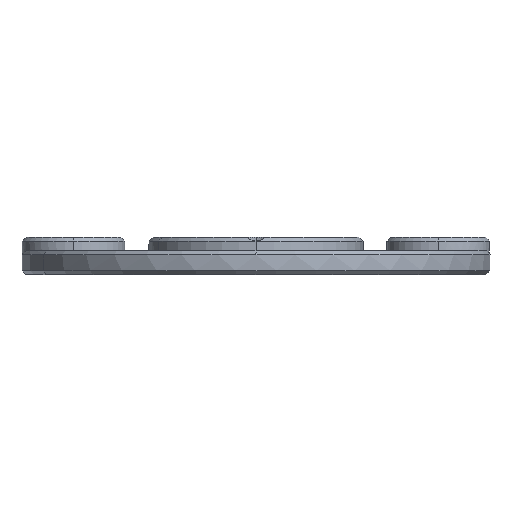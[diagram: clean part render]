
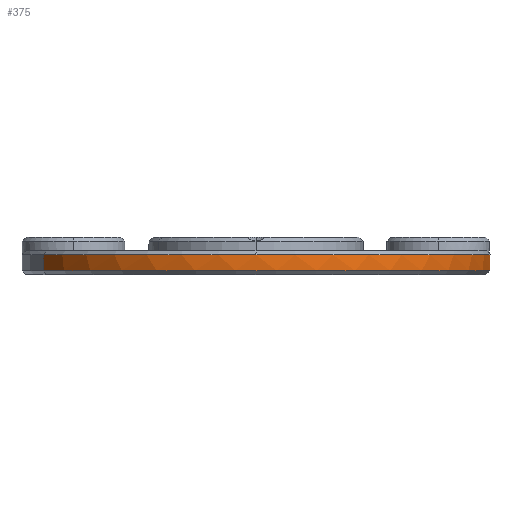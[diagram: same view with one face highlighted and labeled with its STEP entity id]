
A CAD part, left-side view. The second image highlights one B-rep face of the part: STEP entity #375.
In plain terms, the highlighted cylindrical face has radius 59 mm (diameter 118 mm), a partial arc.
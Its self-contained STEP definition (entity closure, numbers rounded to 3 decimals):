
#16 = CARTESIAN_POINT ( 'NONE',  ( -24.934, 53.472, -5. ) ) ;
#43 = ORIENTED_EDGE ( 'NONE', *, *, #748, .T. ) ;
#52 = VECTOR ( 'NONE', #1009, 1000. ) ;
#142 = AXIS2_PLACEMENT_3D ( 'NONE', #1887, #2127, #2758 ) ;
#181 = ORIENTED_EDGE ( 'NONE', *, *, #299, .T. ) ;
#216 = CARTESIAN_POINT ( 'NONE',  ( 0., 0., -1. ) ) ;
#227 = EDGE_CURVE ( 'NONE', #2737, #2479, #2271, .T. ) ;
#256 = DIRECTION ( 'NONE',  ( 0., 0., -1. ) ) ;
#299 = EDGE_CURVE ( 'NONE', #429, #2416, #2400, .T. ) ;
#307 = DIRECTION ( 'NONE',  ( 0., 0., -1. ) ) ;
#337 = AXIS2_PLACEMENT_3D ( 'NONE', #216, #670, #1295 ) ;
#375 = ADVANCED_FACE ( 'NONE', ( #1867 ), #926, .T. ) ;
#429 = VERTEX_POINT ( 'NONE', #2301 ) ;
#533 = CARTESIAN_POINT ( 'NONE',  ( 0., 0., -6. ) ) ;
#556 = CARTESIAN_POINT ( 'NONE',  ( 24.934, -53.472, -6. ) ) ;
#568 = EDGE_LOOP ( 'NONE', ( #870, #43, #181, #1374, #954 ) ) ;
#670 = DIRECTION ( 'NONE',  ( 0., 0., -1. ) ) ;
#748 = EDGE_CURVE ( 'NONE', #2479, #429, #1625, .T. ) ;
#802 = VECTOR ( 'NONE', #307, 1000. ) ;
#818 = EDGE_CURVE ( 'NONE', #2416, #1535, #1717, .T. ) ;
#870 = ORIENTED_EDGE ( 'NONE', *, *, #227, .T. ) ;
#922 = DIRECTION ( 'NONE',  ( 1., 0., 0. ) ) ;
#926 = CYLINDRICAL_SURFACE ( 'NONE', #1069, 59. ) ;
#952 = LINE ( 'NONE', #556, #52 ) ;
#954 = ORIENTED_EDGE ( 'NONE', *, *, #1695, .T. ) ;
#1009 = DIRECTION ( 'NONE',  ( 0., 0., 1. ) ) ;
#1069 = AXIS2_PLACEMENT_3D ( 'NONE', #533, #1820, #1366 ) ;
#1071 = AXIS2_PLACEMENT_3D ( 'NONE', #2237, #256, #922 ) ;
#1109 = CARTESIAN_POINT ( 'NONE',  ( 24.934, -53.472, -5. ) ) ;
#1114 = CARTESIAN_POINT ( 'NONE',  ( 24.934, -53.472, -1. ) ) ;
#1295 = DIRECTION ( 'NONE',  ( 1., 0., 0. ) ) ;
#1366 = DIRECTION ( 'NONE',  ( 1., 0., 0. ) ) ;
#1374 = ORIENTED_EDGE ( 'NONE', *, *, #818, .T. ) ;
#1422 = CARTESIAN_POINT ( 'NONE',  ( -59., 0., -1. ) ) ;
#1535 = VERTEX_POINT ( 'NONE', #1109 ) ;
#1625 = CIRCLE ( 'NONE', #1071, 59. ) ;
#1695 = EDGE_CURVE ( 'NONE', #1535, #2737, #952, .T. ) ;
#1717 = CIRCLE ( 'NONE', #142, 59. ) ;
#1820 = DIRECTION ( 'NONE',  ( 0., 0., 1. ) ) ;
#1867 = FACE_OUTER_BOUND ( 'NONE', #568, .T. ) ;
#1887 = CARTESIAN_POINT ( 'NONE',  ( 0., 0., -5. ) ) ;
#2127 = DIRECTION ( 'NONE',  ( 0., 0., 1. ) ) ;
#2237 = CARTESIAN_POINT ( 'NONE',  ( 0., 0., -1. ) ) ;
#2271 = CIRCLE ( 'NONE', #337, 59. ) ;
#2301 = CARTESIAN_POINT ( 'NONE',  ( -24.934, 53.472, -1. ) ) ;
#2310 = CARTESIAN_POINT ( 'NONE',  ( -24.934, 53.472, -6. ) ) ;
#2400 = LINE ( 'NONE', #2310, #802 ) ;
#2416 = VERTEX_POINT ( 'NONE', #16 ) ;
#2479 = VERTEX_POINT ( 'NONE', #1422 ) ;
#2737 = VERTEX_POINT ( 'NONE', #1114 ) ;
#2758 = DIRECTION ( 'NONE',  ( 1., 0., 0. ) ) ;
